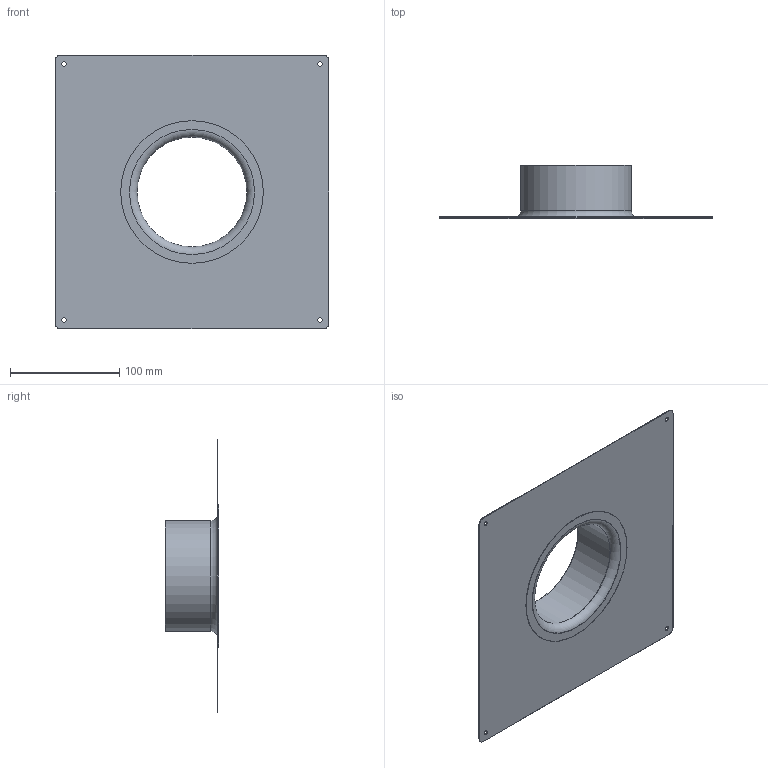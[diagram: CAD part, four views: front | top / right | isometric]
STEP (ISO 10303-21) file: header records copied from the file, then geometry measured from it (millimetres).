
FILE_DESCRIPTION((''),'2;1');
FILE_NAME('HTPM-100.stp','2014-03-06T13:33:02',(''),(''),'Autodesk Inventor 2013','Autodesk Inventor 2013','');
FILE_SCHEMA(('AUTOMOTIVE_DESIGN { 1 2 10303 214 0 1 1 1 }'));
Length unit declared in the file: millimetre
Products named in the file (3): HTPM-100; HSKM-03; PlattaTäckplåt-100
Assembly tree (2 placements, depth 2):
  HTPM-100
    HSKM-03
    PlattaTäckplåt-100
Bounding box: 250 x 48.5 x 250 mm (x, y, z)
Volume: 46418.4 mm3; surface area: 145238.9 mm2
Topology: 2 solids, 2 shells, 23 faces, 54 edges, 36 vertices
Faces by surface type: cylinder 12, plane 9, torus 2
Full cylindrical faces by diameter (mm): 4 x4, 100.25 x1, 101.25 x1, 114 x1, 130.25 x1
Entity records: 743 total; most frequent: DIRECTION 124, CARTESIAN_POINT 104, ORIENTED_EDGE 84, AXIS2_PLACEMENT_3D 54, EDGE_LOOP 46, EDGE_CURVE 42, VERTEX_POINT 34, CIRCLE 26
